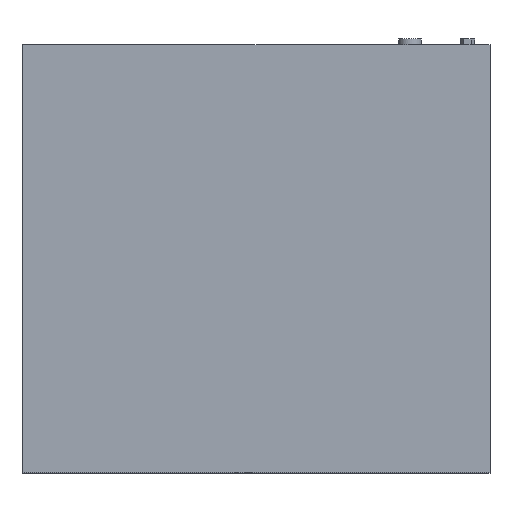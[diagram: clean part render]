
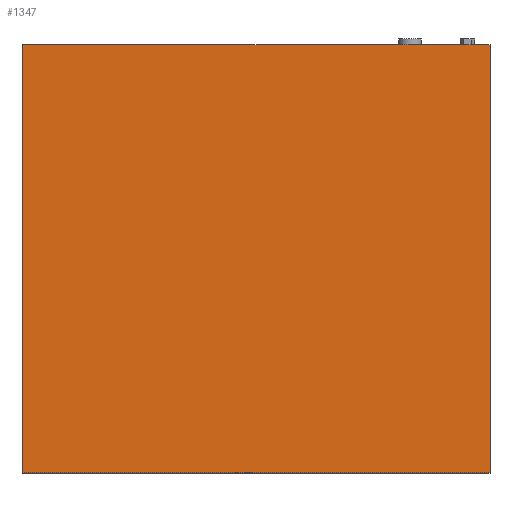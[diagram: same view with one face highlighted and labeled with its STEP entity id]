
A CAD part, top view. The second image highlights one B-rep face of the part: STEP entity #1347.
In plain terms, the highlighted planar face has unit normal (0, 0, 1).
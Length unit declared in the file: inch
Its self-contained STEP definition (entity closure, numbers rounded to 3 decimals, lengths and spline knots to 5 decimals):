
#1187=CARTESIAN_POINT('',(5.19,-4.75,1.4));
#1188=VERTEX_POINT('',#1187);
#1195=CARTESIAN_POINT('',(-5.19,-4.75,1.4));
#1196=VERTEX_POINT('',#1195);
#1197=CARTESIAN_POINT('',(-5.19,-4.75,1.4));
#1198=DIRECTION('',(1.0,0.0,0.0));
#1199=VECTOR('',#1198,10.38);
#1200=LINE('',#1197,#1199);
#1201=EDGE_CURVE('',#1196,#1188,#1200,.T.);
#1262=CARTESIAN_POINT('',(-5.19,4.75,1.4));
#1263=VERTEX_POINT('',#1262);
#1264=CARTESIAN_POINT('',(-5.19,4.75,1.4));
#1265=DIRECTION('',(0.0,-1.0,0.0));
#1266=VECTOR('',#1265,9.5);
#1267=LINE('',#1264,#1266);
#1268=EDGE_CURVE('',#1263,#1196,#1267,.T.);
#1286=CARTESIAN_POINT('',(5.19,4.75,1.4));
#1287=VERTEX_POINT('',#1286);
#1288=CARTESIAN_POINT('',(5.19,4.75,1.4));
#1289=DIRECTION('',(-1.0,0.0,0.0));
#1290=VECTOR('',#1289,10.38);
#1291=LINE('',#1288,#1290);
#1292=EDGE_CURVE('',#1287,#1263,#1291,.T.);
#1325=CARTESIAN_POINT('',(5.19,-4.75,1.4));
#1326=DIRECTION('',(0.0,1.0,0.0));
#1327=VECTOR('',#1326,9.5);
#1328=LINE('',#1325,#1327);
#1329=EDGE_CURVE('',#1188,#1287,#1328,.T.);
#1336=CARTESIAN_POINT('',(0.0,0.,1.4));
#1337=DIRECTION('',(0.0,0.0,1.0));
#1338=DIRECTION('',(1.0,0.0,0.0));
#1339=AXIS2_PLACEMENT_3D('',#1336,#1337,#1338);
#1340=PLANE('',#1339);
#1341=ORIENTED_EDGE('',*,*,#1329,.T.);
#1342=ORIENTED_EDGE('',*,*,#1292,.T.);
#1343=ORIENTED_EDGE('',*,*,#1268,.T.);
#1344=ORIENTED_EDGE('',*,*,#1201,.T.);
#1345=EDGE_LOOP('',(#1341,#1342,#1343,#1344));
#1346=FACE_OUTER_BOUND('',#1345,.T.);
#1347=ADVANCED_FACE('',(#1346),#1340,.T.);
